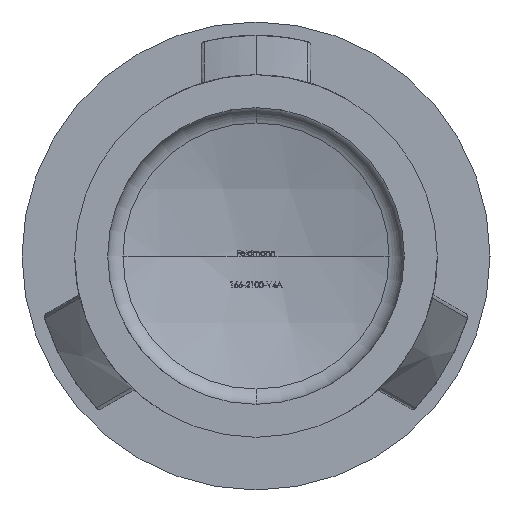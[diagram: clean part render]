
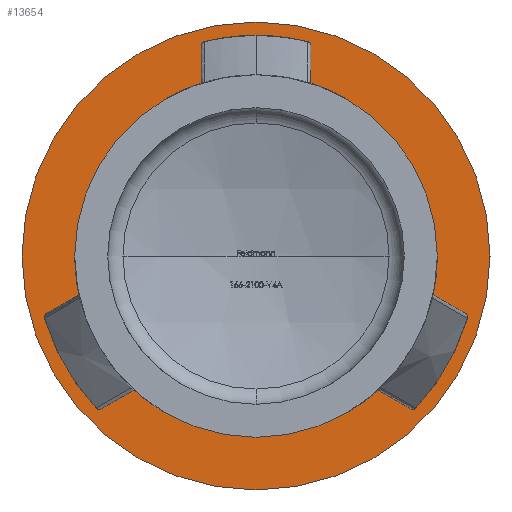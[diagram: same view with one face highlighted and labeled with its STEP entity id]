
A CAD part, front view. The second image highlights one B-rep face of the part: STEP entity #13654.
In plain terms, the highlighted planar face has unit normal (0, -1, 0).
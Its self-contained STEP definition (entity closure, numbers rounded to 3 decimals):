
#165 = ORIENTED_EDGE ( 'NONE', *, *, #10070, .F. ) ;
#171 = CIRCLE ( 'NONE', #8839, 8.25 ) ;
#250 = DIRECTION ( 'NONE',  ( 0., 0., 1. ) ) ;
#764 = ORIENTED_EDGE ( 'NONE', *, *, #14488, .T. ) ;
#796 = DIRECTION ( 'NONE',  ( 0., -1., 0. ) ) ;
#902 = DIRECTION ( 'NONE',  ( 0., 0., -1. ) ) ;
#1088 = CARTESIAN_POINT ( 'NONE',  ( 0., 15.5, -8.25 ) ) ;
#1527 = FACE_OUTER_BOUND ( 'NONE', #15670, .T. ) ;
#2184 = VERTEX_POINT ( 'NONE', #11406 ) ;
#2304 = CIRCLE ( 'NONE', #14026, 10.65 ) ;
#3196 = VERTEX_POINT ( 'NONE', #12318 ) ;
#4015 = ORIENTED_EDGE ( 'NONE', *, *, #15162, .T. ) ;
#6594 = CARTESIAN_POINT ( 'NONE',  ( 0., 15.5, 0. ) ) ;
#6870 = VERTEX_POINT ( 'NONE', #1088 ) ;
#7307 = DIRECTION ( 'NONE',  ( 0., 0., -1. ) ) ;
#7309 = CARTESIAN_POINT ( 'NONE',  ( 0., 15.5, 0. ) ) ;
#8610 = DIRECTION ( 'NONE',  ( 0., -1., 0. ) ) ;
#8839 = AXIS2_PLACEMENT_3D ( 'NONE', #13687, #796, #7307 ) ;
#9105 = CARTESIAN_POINT ( 'NONE',  ( 0., 15.5, 10.65 ) ) ;
#9199 = DIRECTION ( 'NONE',  ( 0., 1., 0. ) ) ;
#9210 = CARTESIAN_POINT ( 'NONE',  ( 0., 15.5, 0. ) ) ;
#9346 = FACE_BOUND ( 'NONE', #13947, .T. ) ;
#10070 = EDGE_CURVE ( 'NONE', #2184, #6870, #171, .T. ) ;
#11249 = AXIS2_PLACEMENT_3D ( 'NONE', #9210, #12979, #15425 ) ;
#11343 = AXIS2_PLACEMENT_3D ( 'NONE', #11897, #9199, #250 ) ;
#11406 = CARTESIAN_POINT ( 'NONE',  ( 0., 15.5, 8.25 ) ) ;
#11787 = PLANE ( 'NONE',  #11343 ) ;
#11897 = CARTESIAN_POINT ( 'NONE',  ( 0., 15.5, 0. ) ) ;
#12318 = CARTESIAN_POINT ( 'NONE',  ( 0., 15.5, -10.65 ) ) ;
#12753 = CIRCLE ( 'NONE', #11249, 10.65 ) ;
#12979 = DIRECTION ( 'NONE',  ( 0., -1., 0. ) ) ;
#13103 = DIRECTION ( 'NONE',  ( 0., -1., 0. ) ) ;
#13169 = EDGE_CURVE ( 'NONE', #6870, #2184, #16188, .T. ) ;
#13654 = ADVANCED_FACE ( 'NONE', ( #9346, #1527 ), #11787, .F. ) ;
#13687 = CARTESIAN_POINT ( 'NONE',  ( 0., 15.5, 0. ) ) ;
#13947 = EDGE_LOOP ( 'NONE', ( #15358, #165 ) ) ;
#14026 = AXIS2_PLACEMENT_3D ( 'NONE', #6594, #13103, #15503 ) ;
#14488 = EDGE_CURVE ( 'NONE', #15612, #3196, #12753, .T. ) ;
#15162 = EDGE_CURVE ( 'NONE', #3196, #15612, #2304, .T. ) ;
#15358 = ORIENTED_EDGE ( 'NONE', *, *, #13169, .F. ) ;
#15425 = DIRECTION ( 'NONE',  ( 0., 0., -1. ) ) ;
#15503 = DIRECTION ( 'NONE',  ( 0., 0., -1. ) ) ;
#15612 = VERTEX_POINT ( 'NONE', #9105 ) ;
#15670 = EDGE_LOOP ( 'NONE', ( #4015, #764 ) ) ;
#15744 = AXIS2_PLACEMENT_3D ( 'NONE', #7309, #8610, #902 ) ;
#16188 = CIRCLE ( 'NONE', #15744, 8.25 ) ;
